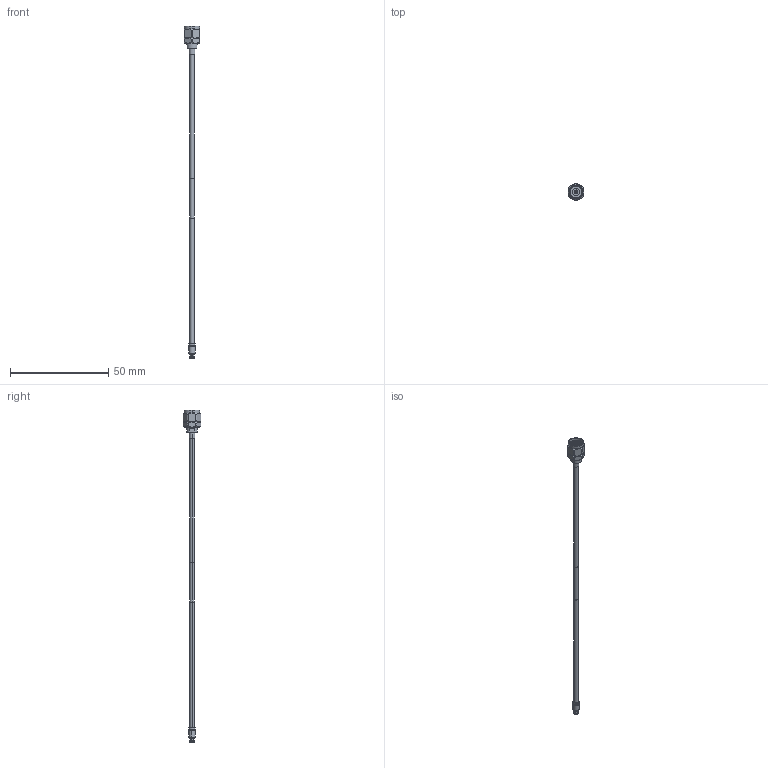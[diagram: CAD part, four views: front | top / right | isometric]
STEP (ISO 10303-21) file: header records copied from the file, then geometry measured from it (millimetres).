
FILE_DESCRIPTION (( 'STEP AP214' ), '1' );
FILE_NAME ('FMCA100358_3D.step', '2025-11-11T18:12:39', ( '' ), ( '' ), 'SwSTEP 2.0', 'SolidWorks 2025', '' );
FILE_SCHEMA (( 'AUTOMOTIVE_DESIGN' ));
Length unit declared in the file: inch
Products named in the file (4): FMCA100358_3D; PE44974; PE-SR405FL_WITH LABEL; PE45413
Assembly tree (3 placements, depth 2):
  FMCA100358_3D
    PE-SR405FL_WITH LABEL
    PE45413
    PE44974
Bounding box: 7.92 x 8.88 x 169.29 mm (x, y, z)
Volume: 937.8 mm3; surface area: 1970.2 mm2
Topology: 5 solids, 5 shells, 254 faces, 647 edges, 419 vertices
Faces by surface type: cylinder 105, plane 83, cone 53, bspline 9, torus 4
Entity records: 10477 total; most frequent: CARTESIAN_POINT 4267, ORIENTED_EDGE 1294, DIRECTION 1258, EDGE_CURVE 647, AXIS2_PLACEMENT_3D 508, VERTEX_POINT 419, EDGE_LOOP 286, CIRCLE 257
